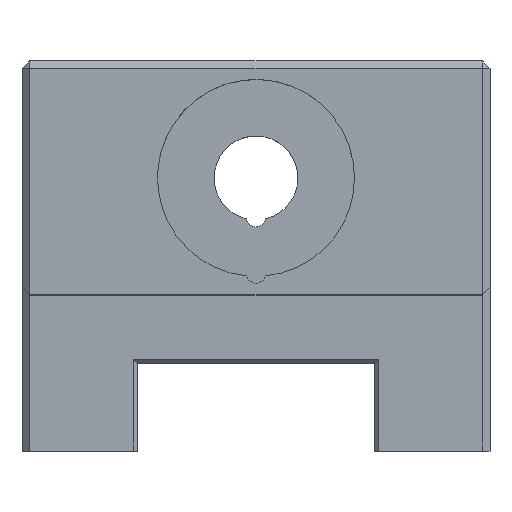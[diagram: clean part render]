
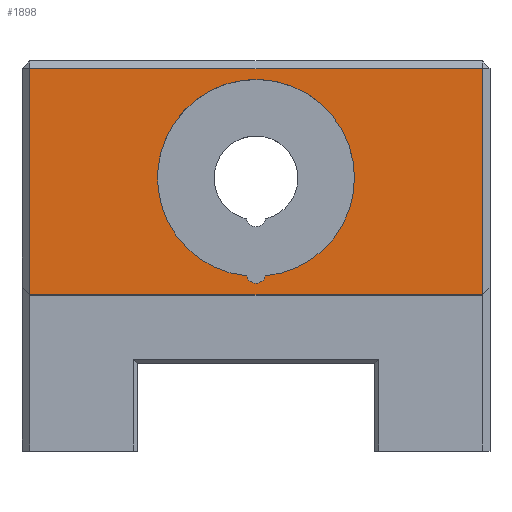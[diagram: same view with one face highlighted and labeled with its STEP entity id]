
A CAD part, top view. The second image highlights one B-rep face of the part: STEP entity #1898.
In plain terms, the highlighted planar face has unit normal (0, 0, 1).
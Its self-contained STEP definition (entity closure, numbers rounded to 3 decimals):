
#292 = PLANE('',#293);
#293 = AXIS2_PLACEMENT_3D('',#294,#295,#296);
#294 = CARTESIAN_POINT('',(-12.,3.,0.));
#295 = DIRECTION('',(0.,1.,0.));
#296 = DIRECTION('',(0.,0.,1.));
#664 = PLANE('',#665);
#665 = AXIS2_PLACEMENT_3D('',#666,#667,#668);
#666 = CARTESIAN_POINT('',(11.8,3.,7.8));
#667 = DIRECTION('',(0.707,0.,0.707));
#668 = DIRECTION('',(0.,-1.,0.));
#1076 = EDGE_CURVE('',#1077,#1079,#1081,.T.);
#1077 = VERTEX_POINT('',#1078);
#1078 = CARTESIAN_POINT('',(-11.6,3.,8.));
#1079 = VERTEX_POINT('',#1080);
#1080 = CARTESIAN_POINT('',(11.6,3.,8.));
#1081 = SURFACE_CURVE('',#1082,(#1086,#1093),.PCURVE_S1.);
#1082 = LINE('',#1083,#1084);
#1083 = CARTESIAN_POINT('',(-12.,3.,8.));
#1084 = VECTOR('',#1085,1.);
#1085 = DIRECTION('',(1.,0.,0.));
#1086 = PCURVE('',#292,#1087);
#1087 = DEFINITIONAL_REPRESENTATION('',(#1088),#1092);
#1088 = LINE('',#1089,#1090);
#1089 = CARTESIAN_POINT('',(8.,0.));
#1090 = VECTOR('',#1091,1.);
#1091 = DIRECTION('',(0.,1.));
#1092 = ( GEOMETRIC_REPRESENTATION_CONTEXT(2) 
PARAMETRIC_REPRESENTATION_CONTEXT() REPRESENTATION_CONTEXT('2D SPACE',''
  ) );
#1093 = PCURVE('',#1094,#1099);
#1094 = PLANE('',#1095);
#1095 = AXIS2_PLACEMENT_3D('',#1096,#1097,#1098);
#1096 = CARTESIAN_POINT('',(-12.,3.,8.));
#1097 = DIRECTION('',(0.,0.,1.));
#1098 = DIRECTION('',(1.,0.,0.));
#1099 = DEFINITIONAL_REPRESENTATION('',(#1100),#1104);
#1100 = LINE('',#1101,#1102);
#1101 = CARTESIAN_POINT('',(0.,0.));
#1102 = VECTOR('',#1103,1.);
#1103 = DIRECTION('',(1.,0.));
#1104 = ( GEOMETRIC_REPRESENTATION_CONTEXT(2) 
PARAMETRIC_REPRESENTATION_CONTEXT() REPRESENTATION_CONTEXT('2D SPACE',''
  ) );
#1518 = EDGE_CURVE('',#1079,#1519,#1521,.T.);
#1519 = VERTEX_POINT('',#1520);
#1520 = CARTESIAN_POINT('',(11.6,14.6,8.));
#1521 = SURFACE_CURVE('',#1522,(#1526,#1533),.PCURVE_S1.);
#1522 = LINE('',#1523,#1524);
#1523 = CARTESIAN_POINT('',(11.6,3.,8.));
#1524 = VECTOR('',#1525,1.);
#1525 = DIRECTION('',(0.,1.,0.));
#1526 = PCURVE('',#664,#1527);
#1527 = DEFINITIONAL_REPRESENTATION('',(#1528),#1532);
#1528 = LINE('',#1529,#1530);
#1529 = CARTESIAN_POINT('',(-0.,-0.283));
#1530 = VECTOR('',#1531,1.);
#1531 = DIRECTION('',(-1.,0.));
#1532 = ( GEOMETRIC_REPRESENTATION_CONTEXT(2) 
PARAMETRIC_REPRESENTATION_CONTEXT() REPRESENTATION_CONTEXT('2D SPACE',''
  ) );
#1533 = PCURVE('',#1094,#1534);
#1534 = DEFINITIONAL_REPRESENTATION('',(#1535),#1539);
#1535 = LINE('',#1536,#1537);
#1536 = CARTESIAN_POINT('',(23.6,0.));
#1537 = VECTOR('',#1538,1.);
#1538 = DIRECTION('',(0.,1.));
#1539 = ( GEOMETRIC_REPRESENTATION_CONTEXT(2) 
PARAMETRIC_REPRESENTATION_CONTEXT() REPRESENTATION_CONTEXT('2D SPACE',''
  ) );
#1898 = ADVANCED_FACE('',(#1899,#1957),#1094,.T.);
#1899 = FACE_BOUND('',#1900,.T.);
#1900 = EDGE_LOOP('',(#1901,#1902,#1903,#1931));
#1901 = ORIENTED_EDGE('',*,*,#1076,.T.);
#1902 = ORIENTED_EDGE('',*,*,#1518,.T.);
#1903 = ORIENTED_EDGE('',*,*,#1904,.F.);
#1904 = EDGE_CURVE('',#1905,#1519,#1907,.T.);
#1905 = VERTEX_POINT('',#1906);
#1906 = CARTESIAN_POINT('',(-11.6,14.6,8.));
#1907 = SURFACE_CURVE('',#1908,(#1912,#1919),.PCURVE_S1.);
#1908 = LINE('',#1909,#1910);
#1909 = CARTESIAN_POINT('',(-12.,14.6,8.));
#1910 = VECTOR('',#1911,1.);
#1911 = DIRECTION('',(1.,0.,0.));
#1912 = PCURVE('',#1094,#1913);
#1913 = DEFINITIONAL_REPRESENTATION('',(#1914),#1918);
#1914 = LINE('',#1915,#1916);
#1915 = CARTESIAN_POINT('',(0.,11.6));
#1916 = VECTOR('',#1917,1.);
#1917 = DIRECTION('',(1.,0.));
#1918 = ( GEOMETRIC_REPRESENTATION_CONTEXT(2) 
PARAMETRIC_REPRESENTATION_CONTEXT() REPRESENTATION_CONTEXT('2D SPACE',''
  ) );
#1919 = PCURVE('',#1920,#1925);
#1920 = PLANE('',#1921);
#1921 = AXIS2_PLACEMENT_3D('',#1922,#1923,#1924);
#1922 = CARTESIAN_POINT('',(-12.,14.8,7.8));
#1923 = DIRECTION('',(0.,0.707,0.707));
#1924 = DIRECTION('',(1.,0.,0.));
#1925 = DEFINITIONAL_REPRESENTATION('',(#1926),#1930);
#1926 = LINE('',#1927,#1928);
#1927 = CARTESIAN_POINT('',(0.,-0.283));
#1928 = VECTOR('',#1929,1.);
#1929 = DIRECTION('',(1.,0.));
#1930 = ( GEOMETRIC_REPRESENTATION_CONTEXT(2) 
PARAMETRIC_REPRESENTATION_CONTEXT() REPRESENTATION_CONTEXT('2D SPACE',''
  ) );
#1931 = ORIENTED_EDGE('',*,*,#1932,.F.);
#1932 = EDGE_CURVE('',#1077,#1905,#1933,.T.);
#1933 = SURFACE_CURVE('',#1934,(#1938,#1945),.PCURVE_S1.);
#1934 = LINE('',#1935,#1936);
#1935 = CARTESIAN_POINT('',(-11.6,3.,8.));
#1936 = VECTOR('',#1937,1.);
#1937 = DIRECTION('',(0.,1.,0.));
#1938 = PCURVE('',#1094,#1939);
#1939 = DEFINITIONAL_REPRESENTATION('',(#1940),#1944);
#1940 = LINE('',#1941,#1942);
#1941 = CARTESIAN_POINT('',(0.4,0.));
#1942 = VECTOR('',#1943,1.);
#1943 = DIRECTION('',(0.,1.));
#1944 = ( GEOMETRIC_REPRESENTATION_CONTEXT(2) 
PARAMETRIC_REPRESENTATION_CONTEXT() REPRESENTATION_CONTEXT('2D SPACE',''
  ) );
#1945 = PCURVE('',#1946,#1951);
#1946 = PLANE('',#1947);
#1947 = AXIS2_PLACEMENT_3D('',#1948,#1949,#1950);
#1948 = CARTESIAN_POINT('',(-11.8,3.,7.8));
#1949 = DIRECTION('',(-0.707,0.,0.707));
#1950 = DIRECTION('',(0.,1.,0.));
#1951 = DEFINITIONAL_REPRESENTATION('',(#1952),#1956);
#1952 = LINE('',#1953,#1954);
#1953 = CARTESIAN_POINT('',(0.,-0.283));
#1954 = VECTOR('',#1955,1.);
#1955 = DIRECTION('',(1.,0.));
#1956 = ( GEOMETRIC_REPRESENTATION_CONTEXT(2) 
PARAMETRIC_REPRESENTATION_CONTEXT() REPRESENTATION_CONTEXT('2D SPACE',''
  ) );
#1957 = FACE_BOUND('',#1958,.T.);
#1958 = EDGE_LOOP('',(#1959,#1990,#2014));
#1959 = ORIENTED_EDGE('',*,*,#1960,.F.);
#1960 = EDGE_CURVE('',#1961,#1963,#1965,.T.);
#1961 = VERTEX_POINT('',#1962);
#1962 = CARTESIAN_POINT('',(5.05,9.,8.));
#1963 = VERTEX_POINT('',#1964);
#1964 = CARTESIAN_POINT('',(-0.484,3.973,8.));
#1965 = SURFACE_CURVE('',#1966,(#1971,#1978),.PCURVE_S1.);
#1966 = CIRCLE('',#1967,5.05);
#1967 = AXIS2_PLACEMENT_3D('',#1968,#1969,#1970);
#1968 = CARTESIAN_POINT('',(0.,9.,8.));
#1969 = DIRECTION('',(0.,0.,1.));
#1970 = DIRECTION('',(1.,0.,0.));
#1971 = PCURVE('',#1094,#1972);
#1972 = DEFINITIONAL_REPRESENTATION('',(#1973),#1977);
#1973 = CIRCLE('',#1974,5.05);
#1974 = AXIS2_PLACEMENT_2D('',#1975,#1976);
#1975 = CARTESIAN_POINT('',(12.,6.));
#1976 = DIRECTION('',(1.,0.));
#1977 = ( GEOMETRIC_REPRESENTATION_CONTEXT(2) 
PARAMETRIC_REPRESENTATION_CONTEXT() REPRESENTATION_CONTEXT('2D SPACE',''
  ) );
#1978 = PCURVE('',#1979,#1984);
#1979 = CYLINDRICAL_SURFACE('',#1980,5.05);
#1980 = AXIS2_PLACEMENT_3D('',#1981,#1982,#1983);
#1981 = CARTESIAN_POINT('',(0.,9.,5.));
#1982 = DIRECTION('',(0.,0.,1.));
#1983 = DIRECTION('',(1.,0.,0.));
#1984 = DEFINITIONAL_REPRESENTATION('',(#1985),#1989);
#1985 = LINE('',#1986,#1987);
#1986 = CARTESIAN_POINT('',(0.,3.));
#1987 = VECTOR('',#1988,1.);
#1988 = DIRECTION('',(1.,0.));
#1989 = ( GEOMETRIC_REPRESENTATION_CONTEXT(2) 
PARAMETRIC_REPRESENTATION_CONTEXT() REPRESENTATION_CONTEXT('2D SPACE',''
  ) );
#1990 = ORIENTED_EDGE('',*,*,#1991,.F.);
#1991 = EDGE_CURVE('',#1992,#1961,#1994,.T.);
#1992 = VERTEX_POINT('',#1993);
#1993 = CARTESIAN_POINT('',(0.484,3.973,8.));
#1994 = SURFACE_CURVE('',#1995,(#2000,#2007),.PCURVE_S1.);
#1995 = CIRCLE('',#1996,5.05);
#1996 = AXIS2_PLACEMENT_3D('',#1997,#1998,#1999);
#1997 = CARTESIAN_POINT('',(0.,9.,8.));
#1998 = DIRECTION('',(0.,0.,1.));
#1999 = DIRECTION('',(1.,0.,0.));
#2000 = PCURVE('',#1094,#2001);
#2001 = DEFINITIONAL_REPRESENTATION('',(#2002),#2006);
#2002 = CIRCLE('',#2003,5.05);
#2003 = AXIS2_PLACEMENT_2D('',#2004,#2005);
#2004 = CARTESIAN_POINT('',(12.,6.));
#2005 = DIRECTION('',(1.,0.));
#2006 = ( GEOMETRIC_REPRESENTATION_CONTEXT(2) 
PARAMETRIC_REPRESENTATION_CONTEXT() REPRESENTATION_CONTEXT('2D SPACE',''
  ) );
#2007 = PCURVE('',#1979,#2008);
#2008 = DEFINITIONAL_REPRESENTATION('',(#2009),#2013);
#2009 = LINE('',#2010,#2011);
#2010 = CARTESIAN_POINT('',(-6.283,3.));
#2011 = VECTOR('',#2012,1.);
#2012 = DIRECTION('',(1.,0.));
#2013 = ( GEOMETRIC_REPRESENTATION_CONTEXT(2) 
PARAMETRIC_REPRESENTATION_CONTEXT() REPRESENTATION_CONTEXT('2D SPACE',''
  ) );
#2014 = ORIENTED_EDGE('',*,*,#2015,.F.);
#2015 = EDGE_CURVE('',#1963,#1992,#2016,.T.);
#2016 = SURFACE_CURVE('',#2017,(#2022,#2029),.PCURVE_S1.);
#2017 = CIRCLE('',#2018,0.5);
#2018 = AXIS2_PLACEMENT_3D('',#2019,#2020,#2021);
#2019 = CARTESIAN_POINT('',(0.,4.1,8.));
#2020 = DIRECTION('',(0.,0.,1.));
#2021 = DIRECTION('',(1.,0.,0.));
#2022 = PCURVE('',#1094,#2023);
#2023 = DEFINITIONAL_REPRESENTATION('',(#2024),#2028);
#2024 = CIRCLE('',#2025,0.5);
#2025 = AXIS2_PLACEMENT_2D('',#2026,#2027);
#2026 = CARTESIAN_POINT('',(12.,1.1));
#2027 = DIRECTION('',(1.,0.));
#2028 = ( GEOMETRIC_REPRESENTATION_CONTEXT(2) 
PARAMETRIC_REPRESENTATION_CONTEXT() REPRESENTATION_CONTEXT('2D SPACE',''
  ) );
#2029 = PCURVE('',#2030,#2035);
#2030 = CYLINDRICAL_SURFACE('',#2031,0.5);
#2031 = AXIS2_PLACEMENT_3D('',#2032,#2033,#2034);
#2032 = CARTESIAN_POINT('',(0.,4.1,5.));
#2033 = DIRECTION('',(0.,0.,1.));
#2034 = DIRECTION('',(1.,0.,0.));
#2035 = DEFINITIONAL_REPRESENTATION('',(#2036),#2040);
#2036 = LINE('',#2037,#2038);
#2037 = CARTESIAN_POINT('',(0.,3.));
#2038 = VECTOR('',#2039,1.);
#2039 = DIRECTION('',(1.,0.));
#2040 = ( GEOMETRIC_REPRESENTATION_CONTEXT(2) 
PARAMETRIC_REPRESENTATION_CONTEXT() REPRESENTATION_CONTEXT('2D SPACE',''
  ) );
